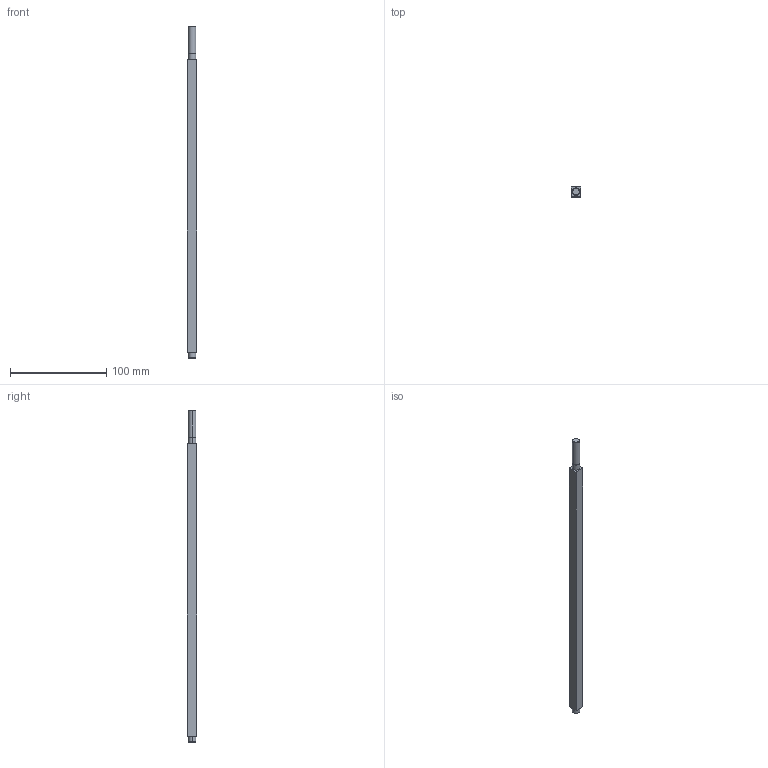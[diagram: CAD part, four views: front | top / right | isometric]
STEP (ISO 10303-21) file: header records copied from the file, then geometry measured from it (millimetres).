
FILE_DESCRIPTION (( 'STEP AP214' ), '1' );
FILE_NAME ('BRCP01-G01-06-A-axe securité sortie.STEP', '2024-07-24T14:34:53', ( 'T' ), ( 'F' ), 'SwSTEP 2.0', 'SolidWorks 2001340', '' );
FILE_SCHEMA (( 'AUTOMOTIVE_DESIGN' ));
Length unit declared in the file: millimetre
Products named in the file (1): BRCP01-G01-06-A-axe securité sortie
Bounding box: 10 x 10 x 345 mm (x, y, z)
Volume: 32384.2 mm3; surface area: 13357.3 mm2
Topology: 1 solids, 1 shells, 19 faces, 38 edges, 24 vertices
Faces by surface type: plane 9, cylinder 6, cone 4
Entity records: 519 total; most frequent: DIRECTION 94, CARTESIAN_POINT 82, ORIENTED_EDGE 76, EDGE_CURVE 38, AXIS2_PLACEMENT_3D 36, VERTEX_POINT 24, EDGE_LOOP 22, LINE 22
